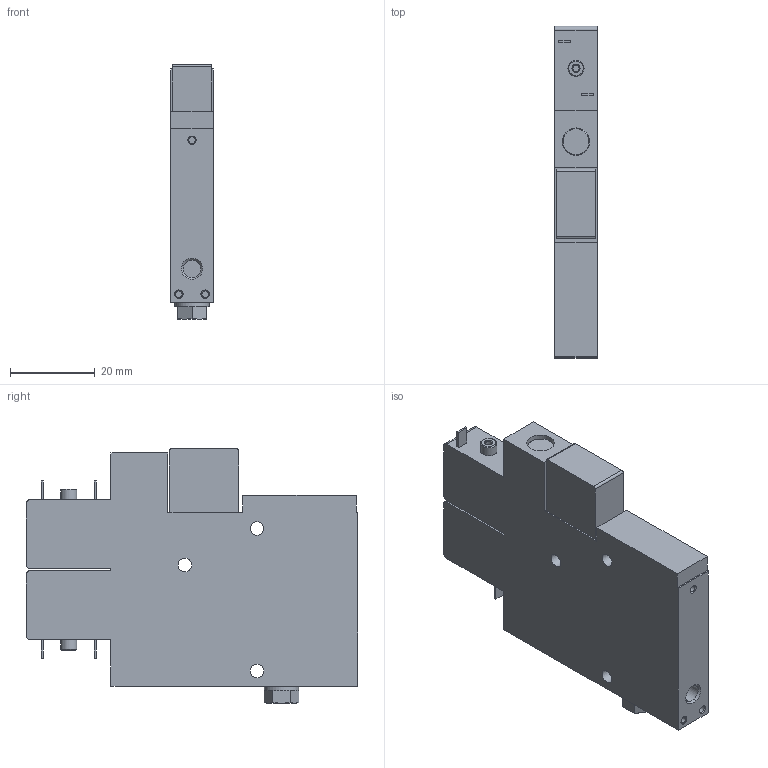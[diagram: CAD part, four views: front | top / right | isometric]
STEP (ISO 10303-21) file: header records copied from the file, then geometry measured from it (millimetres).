
FILE_DESCRIPTION(/* description */ ('STEP AP214'),/* implementation_level */ '2;1');
FILE_NAME(/* name */ '162506_VADMI-45',/* time_stamp */ '2024-09-16T06:31:54+02:00',/* author */ ('License CC BY-ND 4.0'),/* organization */ ('CADENAS'),/* preprocessor_version */ 'ST-DEVELOPER v19.3',/* originating_system */ 'PARTsolutions',/* authorisation */ ' ');
FILE_SCHEMA (('AUTOMOTIVE_DESIGN {1 0 10303 214 3 1 1}'));
Length unit declared in the file: millimetre
Products named in the file (3): 162506 VADMI-45; 162506 VADMI-45_(p); 3843 B-M5
Assembly tree (2 placements, depth 2):
  162506 VADMI-45
    162506 VADMI-45_(p)
    3843 B-M5
Bounding box: 10 x 78.2 x 60 mm (x, y, z)
Volume: 35333.5 mm3; surface area: 11642.3 mm2
Topology: 2 solids, 2 shells, 123 faces, 269 edges, 169 vertices
Faces by surface type: plane 73, cone 26, cylinder 24
Full cylindrical faces by diameter (mm): 1.5 x2, 1.567 x3, 3.2 x3, 3.8 x2, 4.134 x3, 5 x1, 6.5 x2, 7.7 x1, 8.085 x1
Entity records: 3892 total; most frequent: CARTESIAN_POINT 600, DIRECTION 542, ORIENTED_EDGE 470, EDGE_CURVE 235, AXIS2_PLACEMENT_3D 205, EDGE_LOOP 180, FACE_BOUND 180, VERTEX_POINT 167
